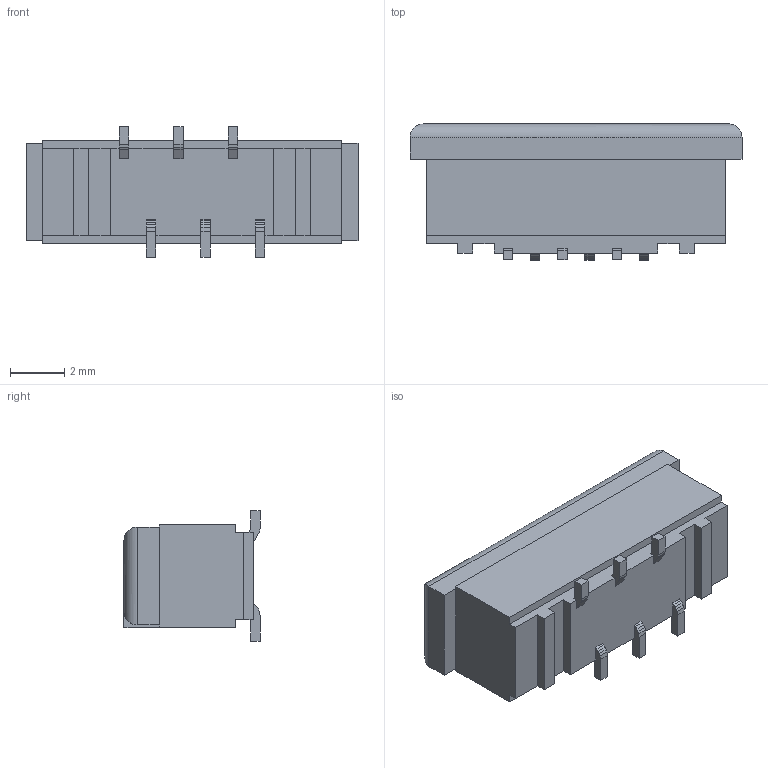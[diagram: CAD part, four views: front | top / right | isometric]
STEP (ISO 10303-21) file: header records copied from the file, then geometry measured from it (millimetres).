
FILE_DESCRIPTION(('STEP AP214'),'1');
FILE_NAME('ffc_fpc_affc10-06-100-svs-t.stp','2015-04-30T10:16:00',('TraceParts'),('TraceParts S.A.'),'XStep 1.0',' ',' ');
FILE_SCHEMA(('automotive_design'));
Length unit declared in the file: millimetre
Products named in the file (1): 1
Bounding box: 12.2 x 5 x 4.8 mm (x, y, z)
Volume: 182 mm3; surface area: 301.2 mm2
Topology: 1 solids, 1 shells, 280 faces, 826 edges, 548 vertices
Faces by surface type: plane 275, cylinder 5
Entity records: 18282 total; most frequent: CARTESIAN_POINT 1655, STYLED_ITEM 1654, PRESENTATION_STYLE_ASSIGNMENT 1654, COLOUR_RGB 1654, ORIENTED_EDGE 1652, DIRECTION 1394, EDGE_CURVE 826, CURVE_STYLE 826
